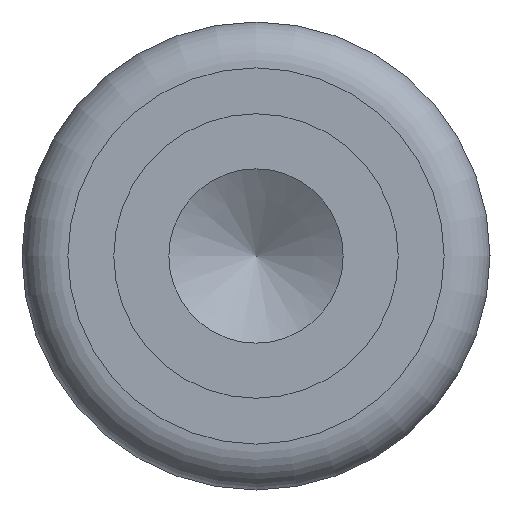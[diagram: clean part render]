
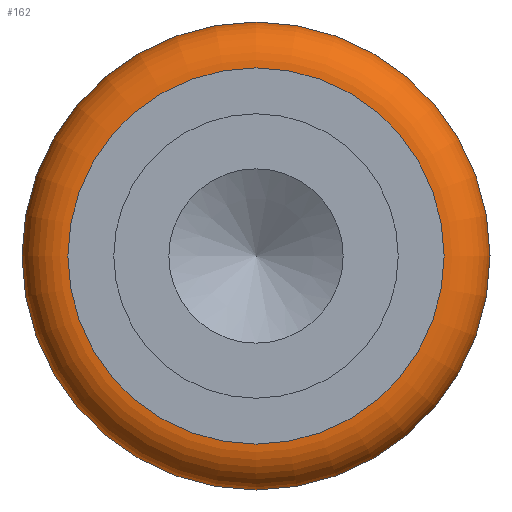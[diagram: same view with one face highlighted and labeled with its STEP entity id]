
A CAD part, left-side view. The second image highlights one B-rep face of the part: STEP entity #162.
In plain terms, the highlighted toroidal (fillet/blend) face has major radius 4.1 mm and minor radius 1 mm.
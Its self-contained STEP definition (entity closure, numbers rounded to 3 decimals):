
#42=FACE_OUTER_BOUND('',#54,.T.);
#54=EDGE_LOOP('',(#118,#119,#120,#121));
#69=CIRCLE('',#189,4.1);
#70=CIRCLE('',#190,1.);
#71=CIRCLE('',#191,5.1);
#83=VERTEX_POINT('',#277);
#84=VERTEX_POINT('',#279);
#97=EDGE_CURVE('',#83,#83,#69,.T.);
#98=EDGE_CURVE('',#83,#84,#70,.T.);
#99=EDGE_CURVE('',#84,#84,#71,.T.);
#118=ORIENTED_EDGE('',*,*,#97,.T.);
#119=ORIENTED_EDGE('',*,*,#98,.T.);
#120=ORIENTED_EDGE('',*,*,#99,.T.);
#121=ORIENTED_EDGE('',*,*,#98,.F.);
#160=TOROIDAL_SURFACE('',#188,4.1,1.);
#162=ADVANCED_FACE('',(#42),#160,.T.);
#188=AXIS2_PLACEMENT_3D('',#276,#216,#217);
#189=AXIS2_PLACEMENT_3D('',#278,#218,#219);
#190=AXIS2_PLACEMENT_3D('',#280,#220,#221);
#191=AXIS2_PLACEMENT_3D('',#281,#222,#223);
#216=DIRECTION('center_axis',(-1.,0.,0.));
#217=DIRECTION('ref_axis',(0.,0.,1.));
#218=DIRECTION('center_axis',(1.,0.,0.));
#219=DIRECTION('ref_axis',(0.,0.,1.));
#220=DIRECTION('center_axis',(0.,-1.,0.));
#221=DIRECTION('ref_axis',(0.,0.,-1.));
#222=DIRECTION('center_axis',(-1.,0.,0.));
#223=DIRECTION('ref_axis',(0.,0.,1.));
#276=CARTESIAN_POINT('Origin',(20.2,27.,-4.75));
#277=CARTESIAN_POINT('',(19.2,27.,-8.85));
#278=CARTESIAN_POINT('Origin',(19.2,27.,-4.75));
#279=CARTESIAN_POINT('',(20.2,27.,-9.85));
#280=CARTESIAN_POINT('Origin',(20.2,27.,-8.85));
#281=CARTESIAN_POINT('Origin',(20.2,27.,-4.75));
